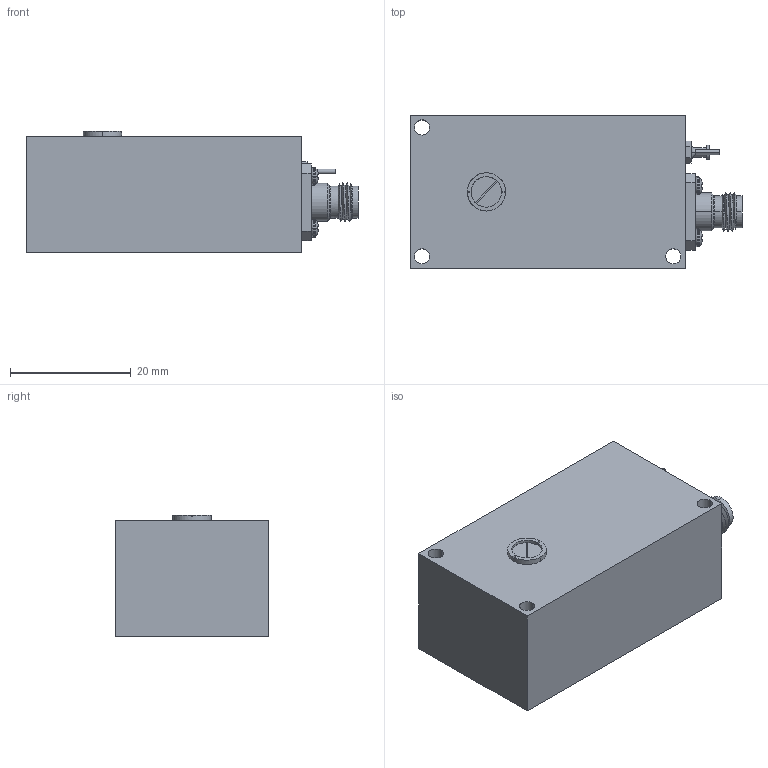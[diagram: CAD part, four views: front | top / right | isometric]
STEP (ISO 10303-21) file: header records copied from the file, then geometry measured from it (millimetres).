
FILE_DESCRIPTION (( 'STEP AP203' ), '1' );
FILE_NAME ('SOD-15301113-SF-S4.STEP', '2022-02-01T00:35:21', ( '' ), ( '' ), 'SwSTEP 2.0', 'SolidWorks 2021', '' );
FILE_SCHEMA (( 'CONFIG_CONTROL_DESIGN' ));
Length unit declared in the file: inch
Products named in the file (1): SOD-15301113-SF-S4
Bounding box: 55.1 x 25.4 x 20.2 mm (x, y, z)
Volume: 22605.1 mm3; surface area: 5953 mm2
Topology: 1 solids, 2 shells, 287 faces, 767 edges, 502 vertices
Faces by surface type: plane 129, cylinder 100, cone 28, torus 20, sphere 8, bspline 2
Entity records: 10240 total; most frequent: CARTESIAN_POINT 3082, ORIENTED_EDGE 1534, DIRECTION 1470, EDGE_CURVE 767, AXIS2_PLACEMENT_3D 572, VERTEX_POINT 502, LINE 326, VECTOR 326
